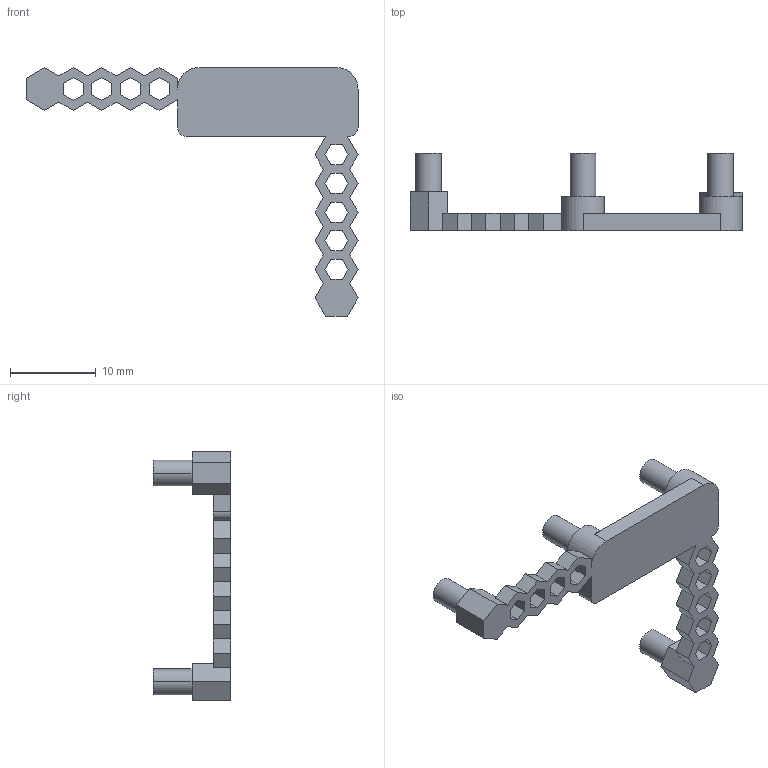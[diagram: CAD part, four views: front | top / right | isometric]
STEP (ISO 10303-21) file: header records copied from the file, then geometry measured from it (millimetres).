
FILE_DESCRIPTION((''),'2;1');
FILE_NAME('BACK_HAND_SUPPORT','2019-07-23T',('fede'),(''),'CREO PARAMETRIC BY PTC INC, 2017170','CREO PARAMETRIC BY PTC INC, 2017170','');
FILE_SCHEMA(('CONFIG_CONTROL_DESIGN'));
Length unit declared in the file: millimetre
Products named in the file (1): BACK_HAND_SUPPORT
Bounding box: 38.65 x 9 x 28.98 mm (x, y, z)
Volume: 846.2 mm3; surface area: 1307.8 mm2
Topology: 1 solids, 1 shells, 130 faces, 376 edges, 250 vertices
Faces by surface type: plane 116, cylinder 14
Entity records: 4288 total; most frequent: CARTESIAN_POINT 756, ORIENTED_EDGE 752, DIRECTION 666, EDGE_CURVE 376, VECTOR 346, LINE 346, VERTEX_POINT 250, AXIS2_PLACEMENT_3D 160
